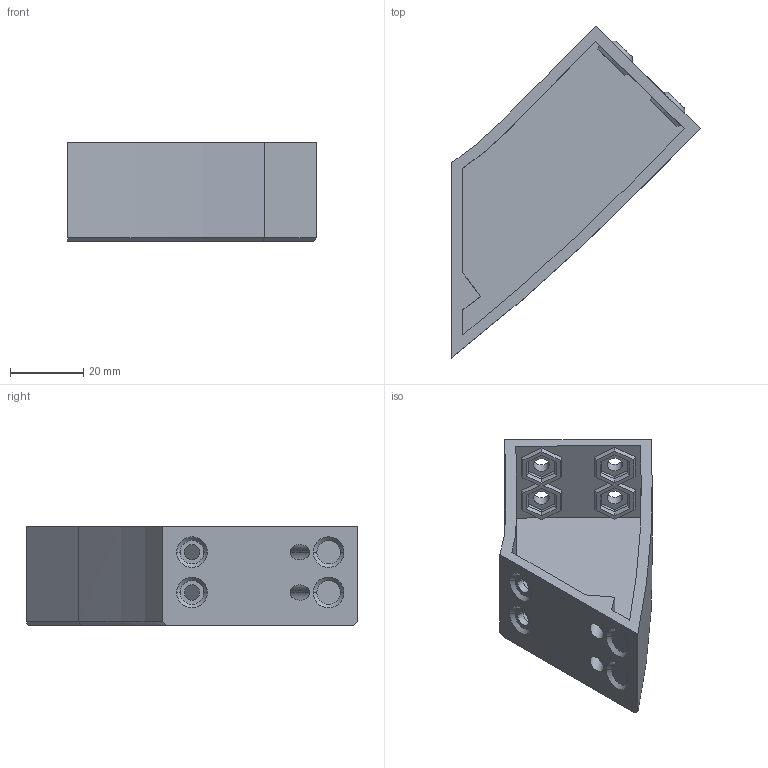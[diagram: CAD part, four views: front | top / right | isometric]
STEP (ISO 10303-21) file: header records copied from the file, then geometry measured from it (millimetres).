
FILE_DESCRIPTION (( 'STEP AP214' ), '1' );
FILE_NAME ('Wings.STEP', '2014-02-23T20:33:34', ( '' ), ( '' ), 'SwSTEP 2.0', 'SolidWorks 2011', '' );
FILE_SCHEMA (( 'AUTOMOTIVE_DESIGN' ));
Length unit declared in the file: millimetre
Products named in the file (1): Wings
Bounding box: 67.71 x 90.53 x 27 mm (x, y, z)
Volume: 25222.7 mm3; surface area: 17960.1 mm2
Topology: 1 solids, 1 shells, 144 faces, 361 edges, 232 vertices
Faces by surface type: plane 106, cylinder 18, cone 17, bspline 3
Entity records: 4398 total; most frequent: CARTESIAN_POINT 865, ORIENTED_EDGE 722, DIRECTION 698, EDGE_CURVE 361, LINE 284, VECTOR 284, VERTEX_POINT 232, AXIS2_PLACEMENT_3D 207
